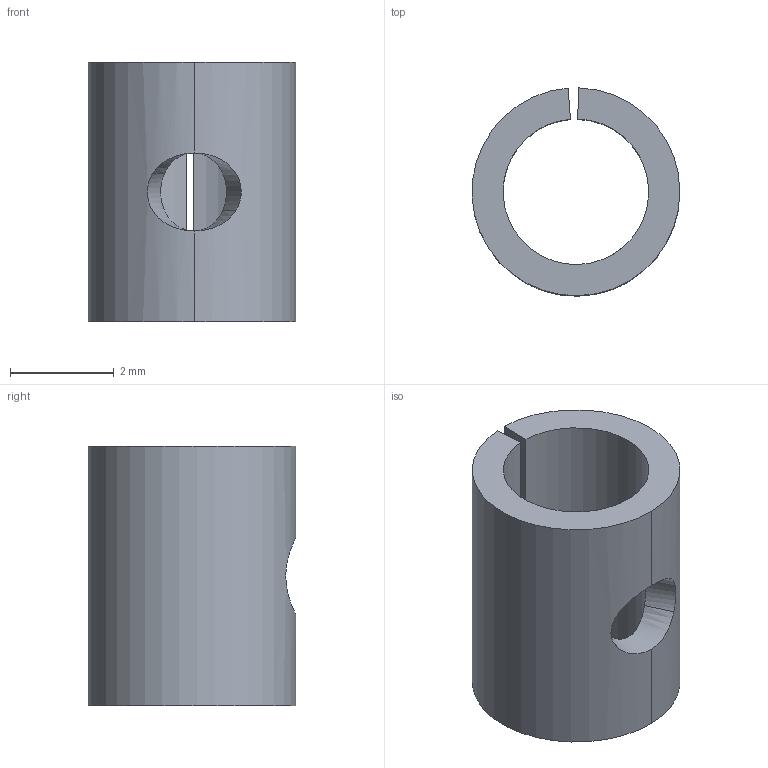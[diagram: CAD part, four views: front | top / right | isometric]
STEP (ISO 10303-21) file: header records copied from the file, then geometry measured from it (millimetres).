
FILE_DESCRIPTION(('CATIA V5 STEP Exchange','CAx-IF Rec.Pracs.--- Model Styling and Organization---1.4--- 2014-01-23'),'2;1');
FILE_NAME ('001727-1_2', '2021-12-09T05:25:34+00:00', ('none'), ('Weidmueller'), 'CATIA Version 5-6 Release 2016 SP3 HF44', 'CATIA V5 STEP AP214', 'none');
FILE_SCHEMA(('AUTOMOTIVE_DESIGN { 1 0 10303 214 1 1 1 1 }'));
Length unit declared in the file: millimetre
Products named in the file (1): 0296800000
Bounding box: 4 x 4 x 5 mm (x, y, z)
Volume: 30.4 mm3; surface area: 122.9 mm2
Topology: 1 solids, 1 shells, 10 faces, 30 edges, 20 vertices
Faces by surface type: cylinder 4, plane 4, bspline 2
Entity records: 482 total; most frequent: CARTESIAN_POINT 197, ORIENTED_EDGE 60, DIRECTION 36, EDGE_CURVE 30, VERTEX_POINT 20, AXIS2_PLACEMENT_3D 17, VECTOR 12, LINE 12
